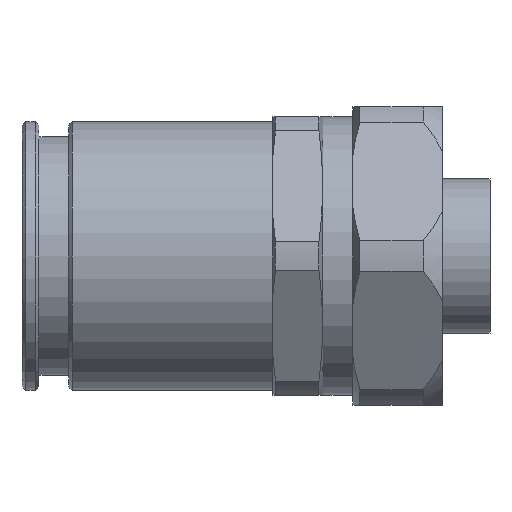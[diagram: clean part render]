
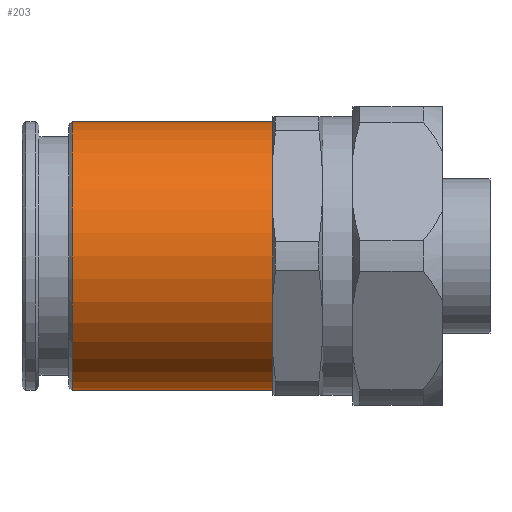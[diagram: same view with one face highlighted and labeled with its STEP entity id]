
A CAD part, front view. The second image highlights one B-rep face of the part: STEP entity #203.
In plain terms, the highlighted cylindrical face has radius 13.5 mm (diameter 27 mm), a full revolution.
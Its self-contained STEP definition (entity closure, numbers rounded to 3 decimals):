
#203 = ADVANCED_FACE( '', ( #430, #431 ), #432, .T. );
#430 = FACE_OUTER_BOUND( '', #665, .T. );
#431 = FACE_OUTER_BOUND( '', #666, .T. );
#432 = CYLINDRICAL_SURFACE( '', #667, 13.5 );
#665 = EDGE_LOOP( '', ( #1169 ) );
#666 = EDGE_LOOP( '', ( #1170 ) );
#667 = AXIS2_PLACEMENT_3D( '', #1171, #1172, #1173 );
#1169 = ORIENTED_EDGE( '', *, *, #1322, .T. );
#1170 = ORIENTED_EDGE( '', *, *, #1505, .F. );
#1171 = CARTESIAN_POINT( '', ( 0., 0., 0. ) );
#1172 = DIRECTION( '', ( -1., 0., 0. ) );
#1173 = DIRECTION( '', ( 0., 0., -1. ) );
#1322 = EDGE_CURVE( '', #1566, #1566, #1567, .T. );
#1505 = EDGE_CURVE( '', #1838, #1838, #1839, .T. );
#1566 = VERTEX_POINT( '', #1913 );
#1567 = CIRCLE( '', #1914, 13.5 );
#1838 = VERTEX_POINT( '', #2395 );
#1839 = CIRCLE( '', #2396, 13.5 );
#1913 = CARTESIAN_POINT( '', ( -41.946, 0., -13.5 ) );
#1914 = AXIS2_PLACEMENT_3D( '', #2463, #2464, #2465 );
#2395 = CARTESIAN_POINT( '', ( -21.8, 0., -13.5 ) );
#2396 = AXIS2_PLACEMENT_3D( '', #2653, #2654, #2655 );
#2463 = CARTESIAN_POINT( '', ( -41.946, 0., 0. ) );
#2464 = DIRECTION( '', ( 1., 0., 0. ) );
#2465 = DIRECTION( '', ( 0., 0., -1. ) );
#2653 = CARTESIAN_POINT( '', ( -21.8, 0., 0. ) );
#2654 = DIRECTION( '', ( 1., 0., 0. ) );
#2655 = DIRECTION( '', ( 0., 0., -1. ) );
